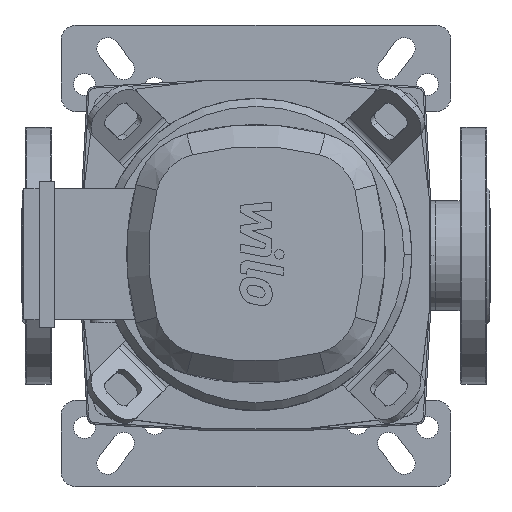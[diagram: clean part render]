
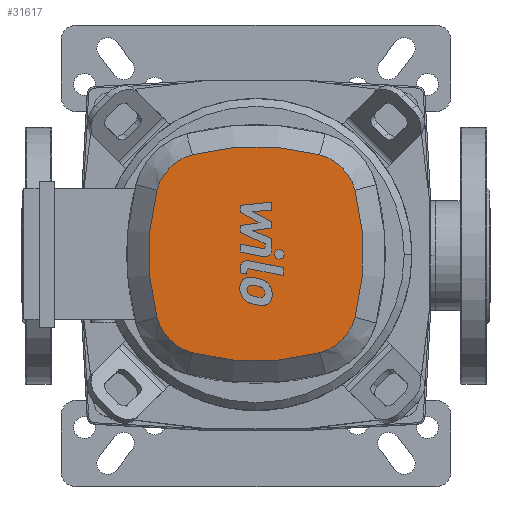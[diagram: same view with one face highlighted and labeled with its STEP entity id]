
A CAD part, top view. The second image highlights one B-rep face of the part: STEP entity #31617.
In plain terms, the highlighted planar face has unit normal (0, 0, 1).
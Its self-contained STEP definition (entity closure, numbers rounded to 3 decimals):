
#31252=CARTESIAN_POINT('',(-63.489,-40.805,820.0));
#31253=VERTEX_POINT('',#31252);
#31271=CARTESIAN_POINT('',(-40.805,-63.489,820.0));
#31272=VERTEX_POINT('',#31271);
#31279=CARTESIAN_POINT('',(-32.527,-32.527,820.0));
#31280=DIRECTION('',(0.0,0.0,-1.0));
#31281=DIRECTION('',(0.0,-1.0,0.0));
#31282=AXIS2_PLACEMENT_3D('',#31279,#31280,#31281);
#31283=CIRCLE('',#31282,32.05);
#31284=EDGE_CURVE('',#31272,#31253,#31283,.T.);
#31294=CARTESIAN_POINT('',(-63.489,40.805,820.0));
#31295=VERTEX_POINT('',#31294);
#31312=CARTESIAN_POINT('',(89.135,0.,820.0));
#31313=DIRECTION('',(0.0,0.0,-1.));
#31314=DIRECTION('',(-0.966,0.258,0.0));
#31315=AXIS2_PLACEMENT_3D('',#31312,#31313,#31314);
#31316=CIRCLE('',#31315,157.985);
#31317=EDGE_CURVE('',#31253,#31295,#31316,.T.);
#31329=CARTESIAN_POINT('',(40.805,-63.489,820.0));
#31330=VERTEX_POINT('',#31329);
#31337=CARTESIAN_POINT('',(0.,89.135,820.0));
#31338=DIRECTION('',(0.0,0.0,-1.));
#31339=DIRECTION('',(-0.258,-0.966,0.0));
#31340=AXIS2_PLACEMENT_3D('',#31337,#31338,#31339);
#31341=CIRCLE('',#31340,157.985);
#31342=EDGE_CURVE('',#31330,#31272,#31341,.T.);
#31360=CARTESIAN_POINT('',(-40.805,63.489,820.0));
#31361=VERTEX_POINT('',#31360);
#31378=CARTESIAN_POINT('',(-32.527,32.527,820.0));
#31379=DIRECTION('',(0.0,0.0,-1.0));
#31380=DIRECTION('',(-1.0,0.0,0.0));
#31381=AXIS2_PLACEMENT_3D('',#31378,#31379,#31380);
#31382=CIRCLE('',#31381,32.05);
#31383=EDGE_CURVE('',#31295,#31361,#31382,.T.);
#31395=CARTESIAN_POINT('',(63.489,-40.805,820.0));
#31396=VERTEX_POINT('',#31395);
#31403=CARTESIAN_POINT('',(32.527,-32.527,820.0));
#31404=DIRECTION('',(0.0,0.0,-1.0));
#31405=DIRECTION('',(1.0,0.0,0.0));
#31406=AXIS2_PLACEMENT_3D('',#31403,#31404,#31405);
#31407=CIRCLE('',#31406,32.05);
#31408=EDGE_CURVE('',#31396,#31330,#31407,.T.);
#31426=CARTESIAN_POINT('',(40.805,63.489,820.0));
#31427=VERTEX_POINT('',#31426);
#31444=CARTESIAN_POINT('',(0.,-89.135,820.0));
#31445=DIRECTION('',(0.0,0.0,-1.));
#31446=DIRECTION('',(0.258,0.966,0.0));
#31447=AXIS2_PLACEMENT_3D('',#31444,#31445,#31446);
#31448=CIRCLE('',#31447,157.985);
#31449=EDGE_CURVE('',#31361,#31427,#31448,.T.);
#31461=CARTESIAN_POINT('',(63.489,40.805,820.0));
#31462=VERTEX_POINT('',#31461);
#31469=CARTESIAN_POINT('',(-89.135,0.,820.0));
#31470=DIRECTION('',(0.0,0.0,-1.));
#31471=DIRECTION('',(0.966,-0.258,0.0));
#31472=AXIS2_PLACEMENT_3D('',#31469,#31470,#31471);
#31473=CIRCLE('',#31472,157.985);
#31474=EDGE_CURVE('',#31462,#31396,#31473,.T.);
#31493=CARTESIAN_POINT('',(32.527,32.527,820.0));
#31494=DIRECTION('',(0.0,0.0,-1.0));
#31495=DIRECTION('',(0.0,1.0,0.0));
#31496=AXIS2_PLACEMENT_3D('',#31493,#31494,#31495);
#31497=CIRCLE('',#31496,32.05);
#31498=EDGE_CURVE('',#31427,#31462,#31497,.T.);
#31602=CARTESIAN_POINT('',(71.531,0.,820.0));
#31603=DIRECTION('',(0.0,0.0,1.0));
#31604=DIRECTION('',(-1.0,0.0,0.0));
#31605=AXIS2_PLACEMENT_3D('',#31602,#31603,#31604);
#31606=PLANE('',#31605);
#31607=ORIENTED_EDGE('',*,*,#31284,.F.);
#31608=ORIENTED_EDGE('',*,*,#31342,.F.);
#31609=ORIENTED_EDGE('',*,*,#31408,.F.);
#31610=ORIENTED_EDGE('',*,*,#31474,.F.);
#31611=ORIENTED_EDGE('',*,*,#31498,.F.);
#31612=ORIENTED_EDGE('',*,*,#31449,.F.);
#31613=ORIENTED_EDGE('',*,*,#31383,.F.);
#31614=ORIENTED_EDGE('',*,*,#31317,.F.);
#31615=EDGE_LOOP('',(#31607,#31608,#31609,#31610,#31611,#31612,#31613,#31614));
#31616=FACE_OUTER_BOUND('',#31615,.T.);
#31617=ADVANCED_FACE('',(#31616),#31606,.T.);
